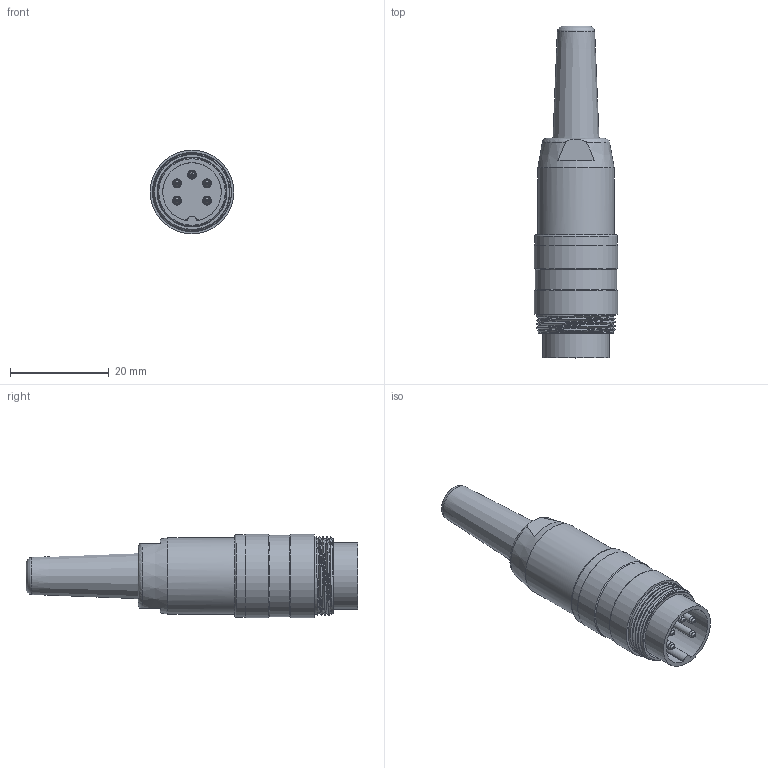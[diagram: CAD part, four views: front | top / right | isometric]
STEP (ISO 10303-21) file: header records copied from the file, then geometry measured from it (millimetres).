
FILE_DESCRIPTION(/* description */ (''),/* implementation_level */ '2;1');
FILE_NAME(/* name */ 'T_3360_018.stp',/* time_stamp */ '2018-06-28T14:33:19+02:00',/* author */ (''),/* organization */ (''),/* preprocessor_version */ 'ST-DEVELOPER v16',/* originating_system */ 'SIEMENS PLM Software NX 11.0',/* authorisation */ '');
FILE_SCHEMA (('AUTOMOTIVE_DESIGN { 1 0 10303 214 3 1 1 1 }'));
Length unit declared in the file: millimetre
Products named in the file (1): c3d-t 3360 018nxm001-01
Bounding box: 17 x 67.4 x 17 mm (x, y, z)
Volume: 5354.9 mm3; surface area: 9939.4 mm2
Topology: 4 solids, 4 shells, 724 faces, 1895 edges, 1200 vertices
Faces by surface type: plane 465, cylinder 187, cone 44, bspline 25, torus 3
Full cylindrical faces by diameter (mm): 0.8 x5, 1.1 x5, 1.475 x10, 1.82 x10, 2 x2, 2.2 x2, 2.8 x2, 3 x1, 9.6 x1, 11 x1, 12.25 x1, 13.2 x1, 13.25 x1, 13.5 x1, 14.2 x1, 15.3 x1, 15.5 x1, 16.6 x1, 16.8 x1, 17 x2
Entity records: 29445 total; most frequent: CARTESIAN_POINT 7133, DIRECTION 3595, ORIENTED_EDGE 3506, EDGE_CURVE 1753, AXIS2_PLACEMENT_3D 1268, VERTEX_POINT 1161, LINE 1059, VECTOR 1059
